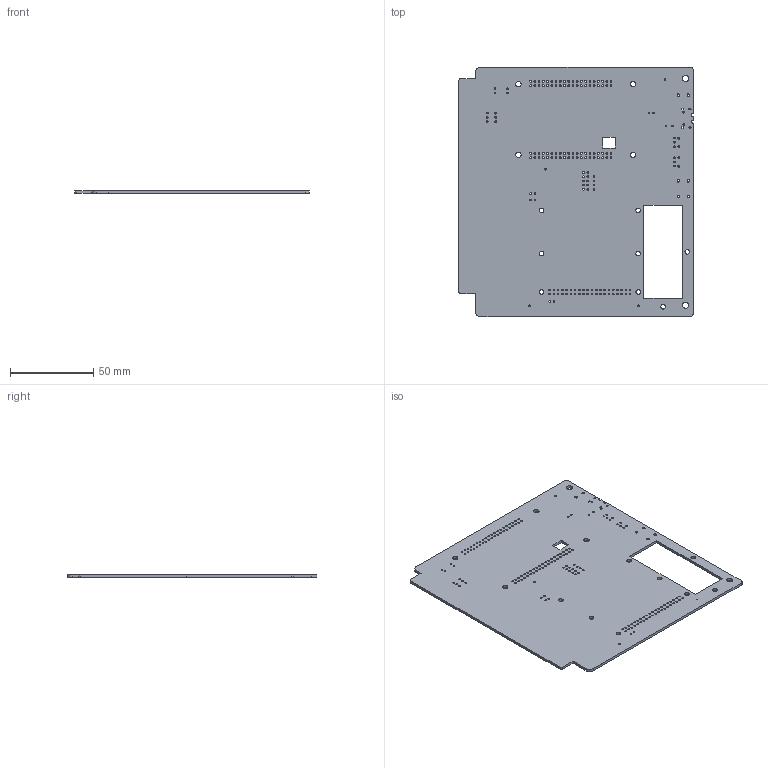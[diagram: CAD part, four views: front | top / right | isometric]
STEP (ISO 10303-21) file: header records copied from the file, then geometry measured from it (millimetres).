
FILE_DESCRIPTION(('KiCad electronic assembly'),'2;1');
FILE_NAME('kepler-x.step','2023-01-14T19:28:11',('Pcbnew'),('Kicad'), 'Open CASCADE STEP processor 7.6','KiCad to STEP converter','Unknown' );
FILE_SCHEMA(('AUTOMOTIVE_DESIGN { 1 0 10303 214 1 1 1 1 }'));
Length unit declared in the file: millimetre
Products named in the file (2): kepler-x 1; kepler-x PCB
Assembly tree (1 placements, depth 2):
  kepler-x 1
    kepler-x PCB
Bounding box: 140.5 x 150 x 1.6 mm (x, y, z)
Volume: 30823.1 mm3; surface area: 40910.3 mm2
Topology: 1 solids, 1 shells, 244 faces, 726 edges, 484 vertices
Faces by surface type: cylinder 208, plane 36
Full cylindrical faces by diameter (mm): 0.85 x6, 1 x74, 1.016 x6, 1.06 x80, 1.15 x4, 1.5 x6, 2.7 x2, 2.75 x6, 3.2 x4, 3.7 x2
Entity records: 18695 total; most frequent: DIRECTION 3086, CARTESIAN_POINT 2908, ORIENTED_EDGE 1452, PCURVE 1452, DEFINITIONAL_REPRESENTATION 1452, LINE 1346, VECTOR 1346, CIRCLE 832
